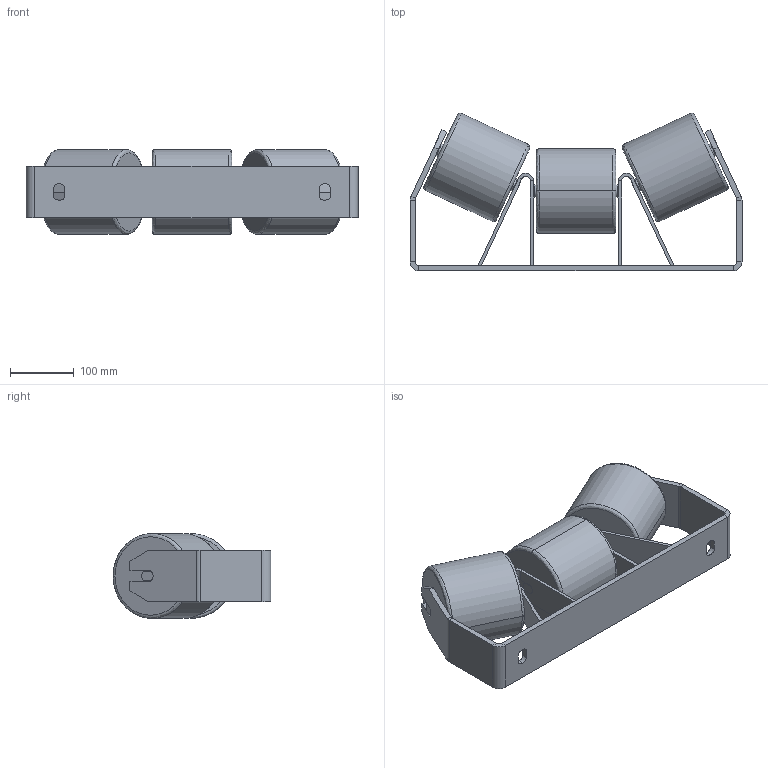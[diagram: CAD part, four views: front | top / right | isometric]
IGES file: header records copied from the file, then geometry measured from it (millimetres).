
Start section: SolidWorks IGES file using analytic representation for surfaces
Global section: file name: Support SNLM 53300 E125 8 B350 25° sans pincement .igs; native system: SolidWorks 2019; preprocessor: SolidWorks 2019; author: guillaume; date: 200221.132042; units: millimetre
Bounding box: 520 x 247.14 x 133 mm (x, y, z)
Volume: 722636.2 mm3; surface area: 703362 mm2
Topology: 3 solids, 9 shells, 281 faces, 690 edges, 440 vertices
Faces by surface type: plane 189, revolution 75, bspline 17
